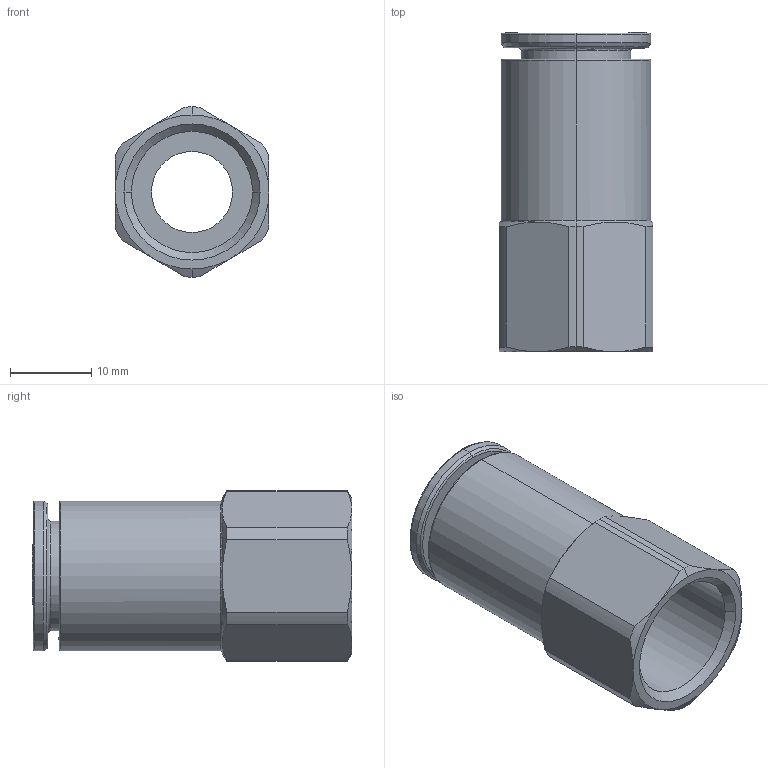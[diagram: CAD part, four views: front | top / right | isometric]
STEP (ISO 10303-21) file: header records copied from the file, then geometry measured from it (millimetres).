
FILE_DESCRIPTION(('STEP AP214'),'1');
FILE_NAME('6814_12_17.stp','2016-07-07T14:44:02',('TraceParts'),('TraceParts S.A.'),'Spatial InterOp 3D',' ',' ');
FILE_SCHEMA(('automotive_design'));
Length unit declared in the file: millimetre
Products named in the file (6): 6814 12 17|44112-18_ASM_1391#44112-18_ASM|44112-20_ASM_1389#44112-20_ASM|44112-31_1386#44112-31;Solide1; 6814 12 17|44112-18_ASM_1391#44112-18_ASM|44112-20_ASM_1389#44112-20_ASM|44112-30_1387#44112-30;Solide1; 6814 12 17|44112-18_ASM_1391#44112-18_ASM|44112-20_ASM_1389#44112-20_ASM|44112_1388#44112;Solide1; 6814 12 17|44112-18_ASM_1391#44112-18_ASM|44112-40_1390#44112-40;Solide1; 6814 12 17|44412-10-69_1385#44412-10-69;Solide1; 6814 12 17|44112-11-10-ASM_1392#44112-11-10-ASM;Solide1
Bounding box: 19 x 39.45 x 21 mm (x, y, z)
Volume: 5429.1 mm3; surface area: 7630.4 mm2
Topology: 6 solids, 6 shells, 638 faces, 1609 edges, 1002 vertices
Faces by surface type: plane 230, cylinder 113, cone 106, torus 93, bspline 92, sphere 4
Entity records: 29721 total; most frequent: CARTESIAN_POINT 9203, DIRECTION 3226, ORIENTED_EDGE 3214, EDGE_CURVE 1607, AXIS2_PLACEMENT_3D 1193, VERTEX_POINT 1002, LINE 840, VECTOR 840
